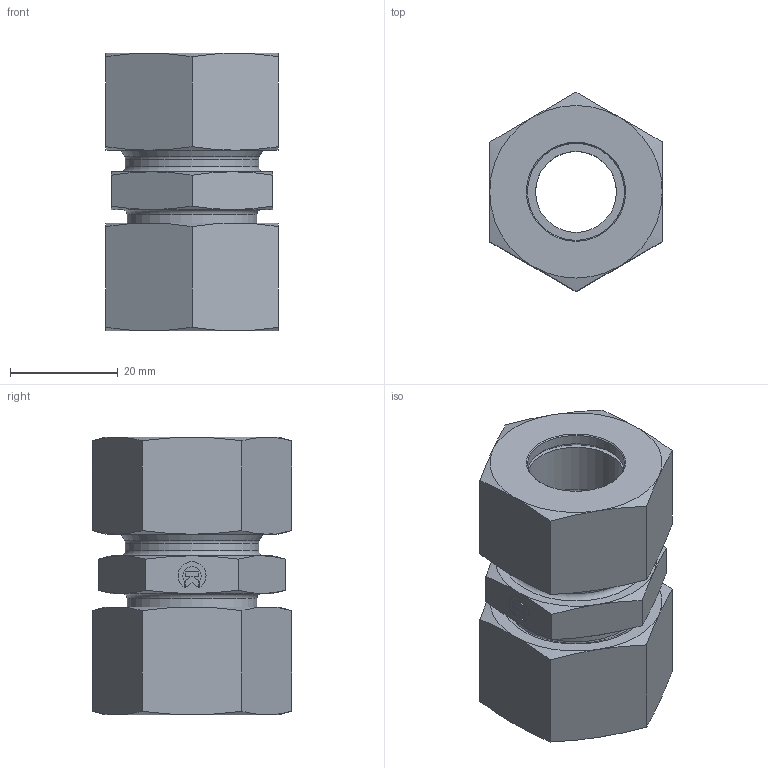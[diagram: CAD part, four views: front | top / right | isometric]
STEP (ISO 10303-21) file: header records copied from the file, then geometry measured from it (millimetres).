
FILE_DESCRIPTION((''),'2;1');
FILE_NAME('3251827272.stp','2014-08-15T16:20:36',(''),('KNOMI spol. s r. o.'),'Autodesk Inventor 2012','Autodesk Inventor 2012','');
FILE_SCHEMA(('AUTOMOTIVE_DESIGN { 1 2 10303 214 0 1 1 1 }'));
Length unit declared in the file: millimetre
Products named in the file (5): PSR2K Tr18 M27/M27x2; 315 18 27272; 39318272; 40118; 3931827
Assembly tree (5 placements, depth 2):
  PSR2K Tr18 M27/M27x2
    315 18 27272
    39318272
    40118  x2
    3931827
Bounding box: 32.01 x 36.95 x 51.5 mm (x, y, z)
Volume: 30341.8 mm3; surface area: 17619.6 mm2
Topology: 5 solids, 5 shells, 145 faces, 336 edges, 217 vertices
Faces by surface type: plane 62, cone 56, cylinder 21, torus 6
Full cylindrical faces by diameter (mm): 15 x1, 18 x6, 20.3 x2, 23 x2, 24 x1, 24.7 x1, 24.835 x1, 25.376 x1, 27 x2
Entity records: 3798 total; most frequent: CARTESIAN_POINT 745, DIRECTION 576, ORIENTED_EDGE 524, EDGE_CURVE 262, AXIS2_PLACEMENT_3D 233, EDGE_LOOP 186, VERTEX_POINT 178, STYLED_ITEM 147
